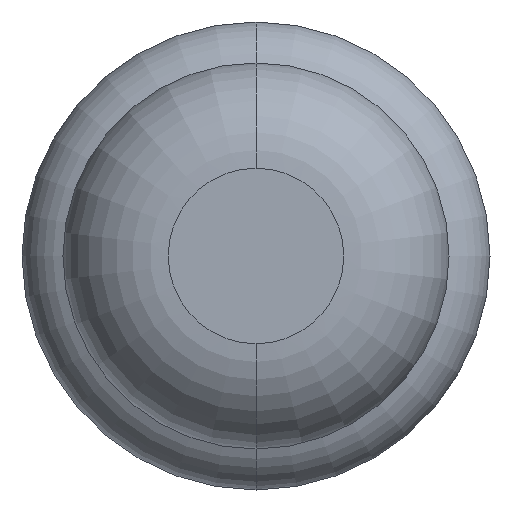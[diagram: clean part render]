
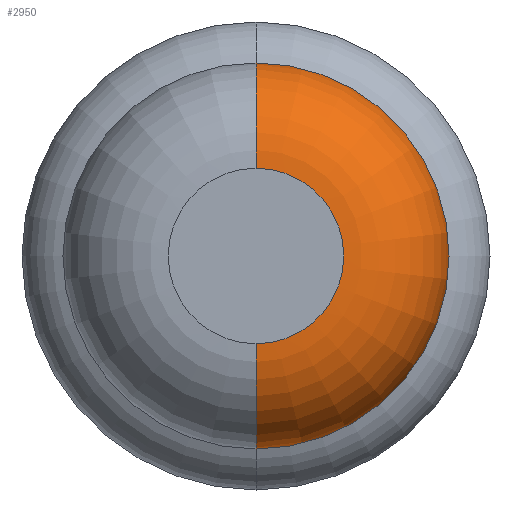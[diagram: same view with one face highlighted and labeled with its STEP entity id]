
A CAD part, front view. The second image highlights one B-rep face of the part: STEP entity #2950.
In plain terms, the highlighted toroidal (fillet/blend) face has major radius 0.375 mm and minor radius 0.45 mm.
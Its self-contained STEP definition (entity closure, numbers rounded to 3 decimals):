
#88 = CARTESIAN_POINT ( 'NONE',  ( 0., -25.55, 0. ) ) ;
#378 = DIRECTION ( 'NONE',  ( -1., 0., 0. ) ) ;
#392 = AXIS2_PLACEMENT_3D ( 'NONE', #2763, #468, #1718 ) ;
#451 = VERTEX_POINT ( 'NONE', #3220 ) ;
#468 = DIRECTION ( 'NONE',  ( 0., 1., 0. ) ) ;
#538 = CARTESIAN_POINT ( 'NONE',  ( 0., -25.55, 0. ) ) ;
#747 = DIRECTION ( 'NONE',  ( 0., 0., -1. ) ) ;
#846 = DIRECTION ( 'NONE',  ( 0., 1., 0. ) ) ;
#888 = AXIS2_PLACEMENT_3D ( 'NONE', #5085, #378, #1157 ) ;
#912 = CARTESIAN_POINT ( 'NONE',  ( 0., -26., -0.375 ) ) ;
#999 = VERTEX_POINT ( 'NONE', #912 ) ;
#1157 = DIRECTION ( 'NONE',  ( 0., 0., 1. ) ) ;
#1196 = VERTEX_POINT ( 'NONE', #2301 ) ;
#1400 = ORIENTED_EDGE ( 'NONE', *, *, #3231, .T. ) ;
#1718 = DIRECTION ( 'NONE',  ( 0., 0., 1. ) ) ;
#1720 = CIRCLE ( 'NONE', #3018, 0.825 ) ;
#1949 = AXIS2_PLACEMENT_3D ( 'NONE', #88, #3207, #3641 ) ;
#2301 = CARTESIAN_POINT ( 'NONE',  ( 0., -25.55, 0.825 ) ) ;
#2517 = CARTESIAN_POINT ( 'NONE',  ( 0., -26., 0.375 ) ) ;
#2763 = CARTESIAN_POINT ( 'NONE',  ( 0., -26., 0. ) ) ;
#2875 = DIRECTION ( 'NONE',  ( 0., 0., 1. ) ) ;
#2877 = EDGE_CURVE ( 'NONE', #4976, #1196, #4271, .T. ) ;
#2950 = ADVANCED_FACE ( 'Defeature ausgef�hrt1_7', ( #4520 ), #4031, .T. ) ;
#3018 = AXIS2_PLACEMENT_3D ( 'NONE', #538, #846, #2875 ) ;
#3130 = CARTESIAN_POINT ( 'NONE',  ( 0., -25.55, -0.375 ) ) ;
#3143 = DIRECTION ( 'NONE',  ( 1., 0., 0. ) ) ;
#3207 = DIRECTION ( 'NONE',  ( 0., 1., 0. ) ) ;
#3220 = CARTESIAN_POINT ( 'NONE',  ( 0., -25.55, -0.825 ) ) ;
#3231 = EDGE_CURVE ( 'NONE', #999, #451, #3803, .T. ) ;
#3563 = ORIENTED_EDGE ( 'NONE', *, *, #4387, .T. ) ;
#3641 = DIRECTION ( 'NONE',  ( 0., 0., 1. ) ) ;
#3803 = CIRCLE ( 'NONE', #5100, 0.45 ) ;
#3902 = ORIENTED_EDGE ( 'NONE', *, *, #4430, .F. ) ;
#4031 = TOROIDAL_SURFACE ( 'NONE', #1949, 0.375, 0.45 ) ;
#4271 = CIRCLE ( 'NONE', #888, 0.45 ) ;
#4387 = EDGE_CURVE ( 'Defeature ausgef�hrt1_7+Defeature ausgef�hrt1_6+Defeature ausgef�hrt1_6+Defeature ausgef�hrt1_6', #4976, #999, #4433, .T. ) ;
#4430 = EDGE_CURVE ( 'Defeature ausgef�hrt1_8+Defeature ausgef�hrt1_7+Defeature ausgef�hrt1_7+Defeature ausgef�hrt1_7', #1196, #451, #1720, .T. ) ;
#4433 = CIRCLE ( 'NONE', #392, 0.375 ) ;
#4520 = FACE_OUTER_BOUND ( 'NONE', #4855, .T. ) ;
#4632 = ORIENTED_EDGE ( 'NONE', *, *, #2877, .F. ) ;
#4855 = EDGE_LOOP ( 'NONE', ( #3563, #1400, #3902, #4632 ) ) ;
#4976 = VERTEX_POINT ( 'NONE', #2517 ) ;
#5085 = CARTESIAN_POINT ( 'NONE',  ( 0., -25.55, 0.375 ) ) ;
#5100 = AXIS2_PLACEMENT_3D ( 'NONE', #3130, #3143, #747 ) ;
